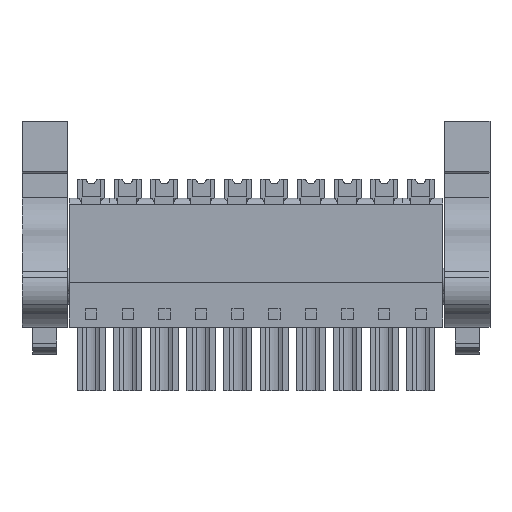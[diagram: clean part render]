
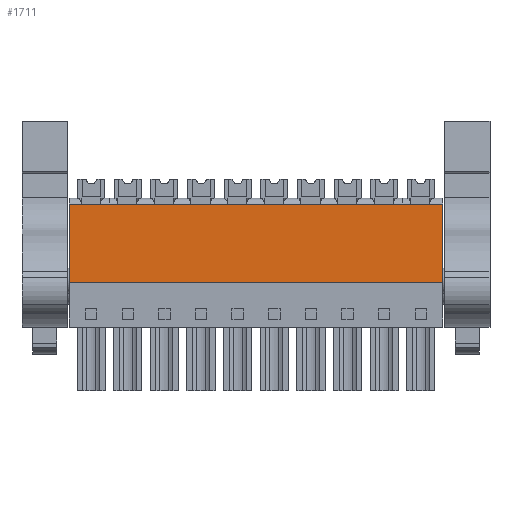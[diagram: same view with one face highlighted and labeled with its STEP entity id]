
A CAD part, front view. The second image highlights one B-rep face of the part: STEP entity #1711.
In plain terms, the highlighted planar face has unit normal (0, -1, 0).
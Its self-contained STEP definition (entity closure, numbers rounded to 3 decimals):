
#1691=AXIS2_PLACEMENT_3D('Plane Axis2P3D',#1688,#1689,#1690) ;
#77=CARTESIAN_POINT('Vertex',(4.9,2.029,11.25)) ;
#80=CARTESIAN_POINT('Line Origine',(4.9,2.029,13.3)) ;
#84=CARTESIAN_POINT('Vertex',(4.9,2.029,19.4)) ;
#1673=CARTESIAN_POINT('Vertex',(43.79,2.029,11.25)) ;
#1676=CARTESIAN_POINT('Line Origine',(24.345,2.029,11.25)) ;
#1688=CARTESIAN_POINT('Axis2P3D Location',(27.66,2.029,19.4)) ;
#1693=CARTESIAN_POINT('Line Origine',(43.79,2.029,15.325)) ;
#1697=CARTESIAN_POINT('Vertex',(43.79,2.029,19.4)) ;
#1700=CARTESIAN_POINT('Line Origine',(24.345,2.029,19.4)) ;
#81=DIRECTION('Vector Direction',(0.,0.,1.)) ;
#1677=DIRECTION('Vector Direction',(1.,0.,0.)) ;
#1689=DIRECTION('Axis2P3D Direction',(0.,-1.,0.)) ;
#1690=DIRECTION('Axis2P3D XDirection',(0.,0.,-1.)) ;
#1694=DIRECTION('Vector Direction',(0.,0.,-1.)) ;
#1701=DIRECTION('Vector Direction',(1.,0.,0.)) ;
#82=VECTOR('Line Direction',#81,1.) ;
#1678=VECTOR('Line Direction',#1677,1.) ;
#1695=VECTOR('Line Direction',#1694,1.) ;
#1702=VECTOR('Line Direction',#1701,1.) ;
#1706=ORIENTED_EDGE('',*,*,#1680,.T.) ;
#1707=ORIENTED_EDGE('',*,*,#1699,.F.) ;
#1708=ORIENTED_EDGE('',*,*,#1704,.F.) ;
#1709=ORIENTED_EDGE('',*,*,#86,.F.) ;
#1711=ADVANCED_FACE('HOUSING',(#1710),#1692,.T.) ;
#86=EDGE_CURVE('',#78,#85,#83,.T.) ;
#1680=EDGE_CURVE('',#78,#1674,#1679,.T.) ;
#1699=EDGE_CURVE('',#1698,#1674,#1696,.T.) ;
#1704=EDGE_CURVE('',#85,#1698,#1703,.T.) ;
#1705=EDGE_LOOP('',(#1706,#1707,#1708,#1709)) ;
#1710=FACE_OUTER_BOUND('',#1705,.T.) ;
#83=LINE('Line',#80,#82) ;
#1679=LINE('Line',#1676,#1678) ;
#1696=LINE('Line',#1693,#1695) ;
#1703=LINE('Line',#1700,#1702) ;
#1692=PLANE('',#1691) ;
#78=VERTEX_POINT('',#77) ;
#85=VERTEX_POINT('',#84) ;
#1674=VERTEX_POINT('',#1673) ;
#1698=VERTEX_POINT('',#1697) ;
